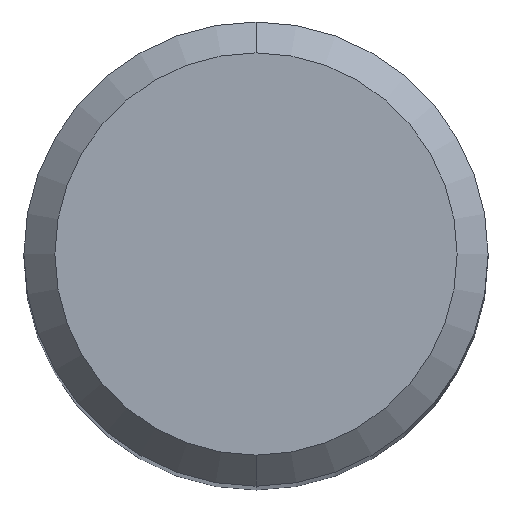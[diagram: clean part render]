
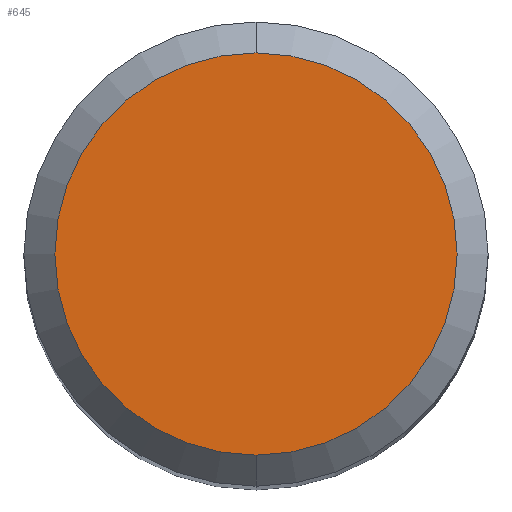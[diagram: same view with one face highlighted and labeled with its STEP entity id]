
A CAD part, top view. The second image highlights one B-rep face of the part: STEP entity #645.
In plain terms, the highlighted planar face has unit normal (0, 0, 1).
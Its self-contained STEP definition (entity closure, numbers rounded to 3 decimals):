
#645=ADVANCED_FACE('',(#1674),#1675,.T.);
#757=EDGE_CURVE('',#1475,#833,#1800,.T.);
#833=VERTEX_POINT('',#1882);
#869=EDGE_CURVE('',#833,#1475,#1921,.T.);
#1475=VERTEX_POINT('',#2578);
#1674=FACE_OUTER_BOUND('',#3302,.T.);
#1675=PLANE('',#3303);
#1800=CIRCLE('',#4159,2.6);
#1882=CARTESIAN_POINT('',(0.0,2.6,0.0));
#1921=CIRCLE('',#4927,2.6);
#2578=CARTESIAN_POINT('',(0.,-2.6,0.0));
#3302=EDGE_LOOP('',(#8212,#8213));
#3303=AXIS2_PLACEMENT_3D('',#8214,#8215,#8216);
#4159=AXIS2_PLACEMENT_3D('',#8377,#8378,#8379);
#4927=AXIS2_PLACEMENT_3D('',#8468,#8469,#8470);
#8212=ORIENTED_EDGE('',*,*,#869,.F.);
#8213=ORIENTED_EDGE('',*,*,#757,.F.);
#8214=CARTESIAN_POINT('',(0.0,1.3,0.0));
#8215=DIRECTION('',(-0.0,0.0,1.0));
#8216=DIRECTION('',(0.0,-1.0,0.0));
#8377=CARTESIAN_POINT('',(0.0,0.0,0.0));
#8378=DIRECTION('',(0.0,0.0,-1.0));
#8379=DIRECTION('',(0.0,1.0,0.0));
#8468=CARTESIAN_POINT('',(0.0,0.0,0.0));
#8469=DIRECTION('',(0.0,0.0,-1.0));
#8470=DIRECTION('',(0.0,1.0,0.0));
